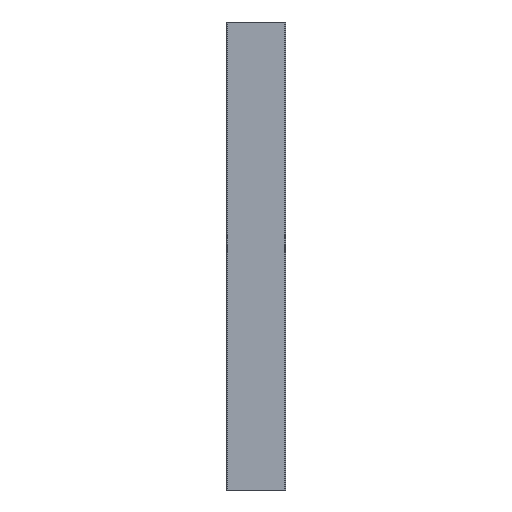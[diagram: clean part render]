
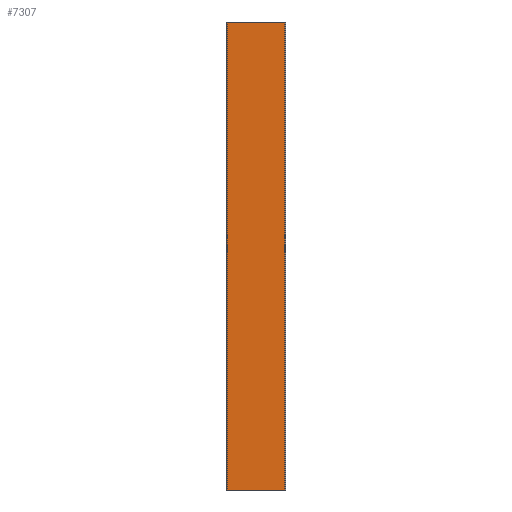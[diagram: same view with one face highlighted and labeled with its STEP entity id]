
A CAD part, front view. The second image highlights one B-rep face of the part: STEP entity #7307.
In plain terms, the highlighted face is planar.
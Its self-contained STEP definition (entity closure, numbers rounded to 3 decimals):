
#292=PLANE('',#7775);
#547=FACE_OUTER_BOUND('',#988,.T.);
#988=EDGE_LOOP('',(#5098,#5099,#5100,#5101));
#1582=LINE('',#10930,#2269);
#1587=LINE('',#10946,#2274);
#1589=LINE('',#10950,#2276);
#1590=LINE('',#10951,#2277);
#2269=VECTOR('',#8617,37.);
#2274=VECTOR('',#8634,300.);
#2276=VECTOR('',#8638,37.);
#2277=VECTOR('',#8639,300.);
#3288=VERTEX_POINT('',#10927);
#3289=VERTEX_POINT('',#10929);
#3294=VERTEX_POINT('',#10944);
#3295=VERTEX_POINT('',#10949);
#4024=EDGE_CURVE('',#3288,#3289,#1582,.T.);
#4032=EDGE_CURVE('',#3294,#3288,#1587,.T.);
#4034=EDGE_CURVE('',#3295,#3294,#1589,.T.);
#4035=EDGE_CURVE('',#3289,#3295,#1590,.T.);
#5098=ORIENTED_EDGE('',*,*,#4032,.F.);
#5099=ORIENTED_EDGE('',*,*,#4034,.F.);
#5100=ORIENTED_EDGE('',*,*,#4035,.F.);
#5101=ORIENTED_EDGE('',*,*,#4024,.F.);
#7307=ADVANCED_FACE('',(#547),#292,.T.);
#7775=AXIS2_PLACEMENT_3D('',#10948,#8636,#8637);
#8617=DIRECTION('',(1.,0.,0.));
#8634=DIRECTION('',(0.,0.,-1.));
#8636=DIRECTION('center_axis',(0.,1.,0.));
#8637=DIRECTION('ref_axis',(-1.,0.,0.));
#8638=DIRECTION('',(-1.,0.,0.));
#8639=DIRECTION('',(0.,0.,1.));
#10927=CARTESIAN_POINT('',(-18.5,15.25,-150.));
#10929=CARTESIAN_POINT('',(18.5,15.25,-150.));
#10930=CARTESIAN_POINT('',(19.,15.25,-150.));
#10944=CARTESIAN_POINT('',(-18.5,15.25,150.));
#10946=CARTESIAN_POINT('',(-18.5,15.25,0.));
#10948=CARTESIAN_POINT('Origin',(19.,15.25,0.));
#10949=CARTESIAN_POINT('',(18.5,15.25,150.));
#10950=CARTESIAN_POINT('',(19.,15.25,150.));
#10951=CARTESIAN_POINT('',(18.5,15.25,0.));
